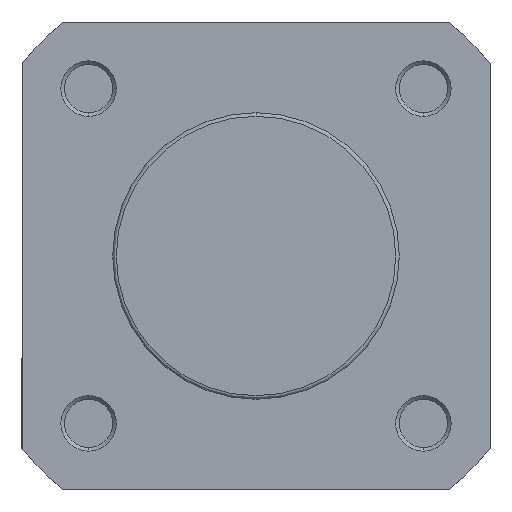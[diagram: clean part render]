
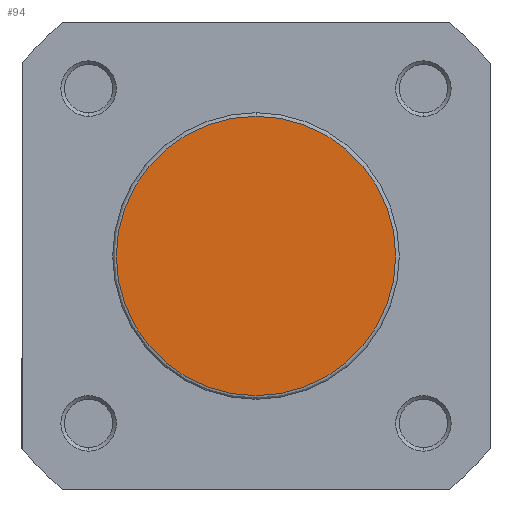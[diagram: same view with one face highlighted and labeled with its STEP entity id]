
A CAD part, left-side view. The second image highlights one B-rep face of the part: STEP entity #94.
In plain terms, the highlighted planar face has unit normal (-1, 0, 0).
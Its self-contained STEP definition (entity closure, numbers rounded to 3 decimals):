
#94 = ADVANCED_FACE ( 'NONE', ( #2360 ), #6238, .F. ) ;
#322 = ORIENTED_EDGE ( 'NONE', *, *, #877, .T. ) ;
#323 = ORIENTED_EDGE ( 'NONE', *, *, #936, .T. ) ;
#565 = AXIS2_PLACEMENT_3D ( 'NONE', #6234, #6239, #6243 ) ;
#877 = EDGE_CURVE ( 'NONE', #1761, #1779, #4728, .T. ) ;
#936 = EDGE_CURVE ( 'NONE', #1779, #1761, #4812, .T. ) ;
#1761 = VERTEX_POINT ( 'NONE', #5502 ) ;
#1779 = VERTEX_POINT ( 'NONE', #5520 ) ;
#2360 = FACE_OUTER_BOUND ( 'NONE', #6291, .T. ) ;
#3283 = AXIS2_PLACEMENT_3D ( 'NONE', #4396, #4397, #4398 ) ;
#3314 = AXIS2_PLACEMENT_3D ( 'NONE', #4539, #4546, #4547 ) ;
#4396 = CARTESIAN_POINT ( 'NONE',  ( 0., 0., 0. ) ) ;
#4397 = DIRECTION ( 'NONE',  ( -1., 0., 0. ) ) ;
#4398 = DIRECTION ( 'NONE',  ( 0., 0., -1. ) ) ;
#4539 = CARTESIAN_POINT ( 'NONE',  ( 0., 0., 0. ) ) ;
#4546 = DIRECTION ( 'NONE',  ( -1., 0., 0. ) ) ;
#4547 = DIRECTION ( 'NONE',  ( 0., 0., -1. ) ) ;
#4728 = CIRCLE ( 'NONE', #3283, 19.4 ) ;
#4812 = CIRCLE ( 'NONE', #3314, 19.4 ) ;
#5502 = CARTESIAN_POINT ( 'NONE',  ( 0., 0., 19.4 ) ) ;
#5520 = CARTESIAN_POINT ( 'NONE',  ( 0., 0., -19.4 ) ) ;
#6234 = CARTESIAN_POINT ( 'NONE',  ( 0., 19.9, 0. ) ) ;
#6238 = PLANE ( 'NONE',  #565 ) ;
#6239 = DIRECTION ( 'NONE',  ( 1., 0., 0. ) ) ;
#6243 = DIRECTION ( 'NONE',  ( 0., 0., -1. ) ) ;
#6291 = EDGE_LOOP ( 'NONE', ( #323, #322 ) ) ;
